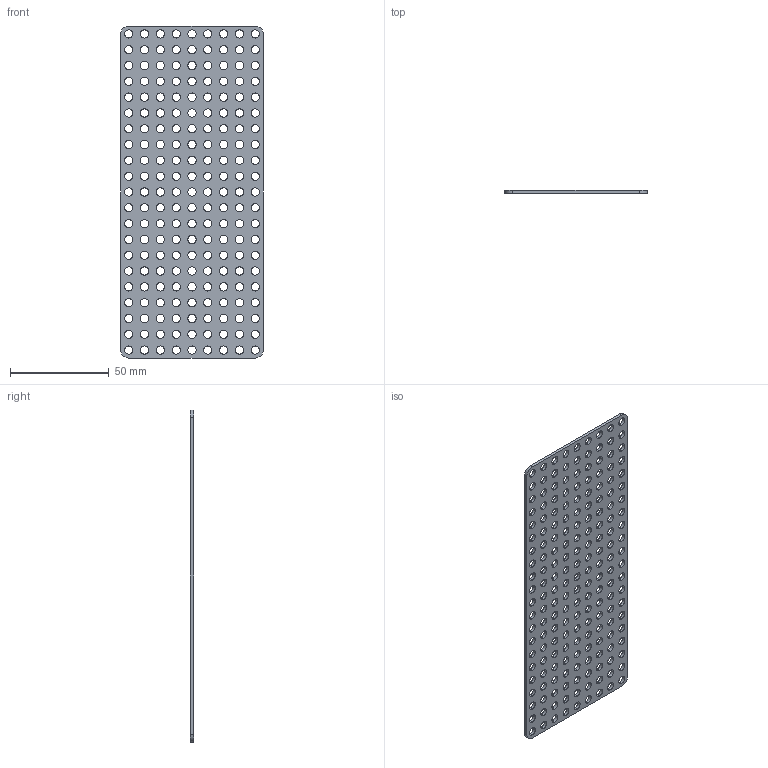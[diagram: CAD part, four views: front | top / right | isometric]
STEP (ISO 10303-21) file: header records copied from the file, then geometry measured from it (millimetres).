
FILE_DESCRIPTION (( 'STEP AP214' ), '1' );
FILE_NAME ('04-0921.step', '2025-08-25T09:01:24', ( '' ), ( '' ), 'SwSTEP 2.0', 'SolidWorks 2025', '' );
FILE_SCHEMA (( 'AUTOMOTIVE_DESIGN' ));
Length unit declared in the file: millimetre
Products named in the file (1): 04-0921
Bounding box: 72 x 1.6 x 168 mm (x, y, z)
Volume: 15142 mm3; surface area: 23674.6 mm2
Topology: 1 solids, 1 shells, 388 faces, 1158 edges, 772 vertices
Faces by surface type: cylinder 382, plane 6
Entity records: 14305 total; most frequent: DIRECTION 2700, CARTESIAN_POINT 2319, ORIENTED_EDGE 2316, EDGE_CURVE 1158, AXIS2_PLACEMENT_3D 1153, VERTEX_POINT 772, EDGE_LOOP 766, CIRCLE 764
